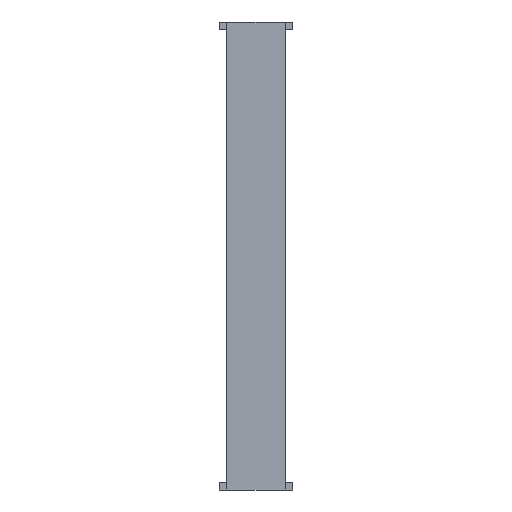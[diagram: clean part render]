
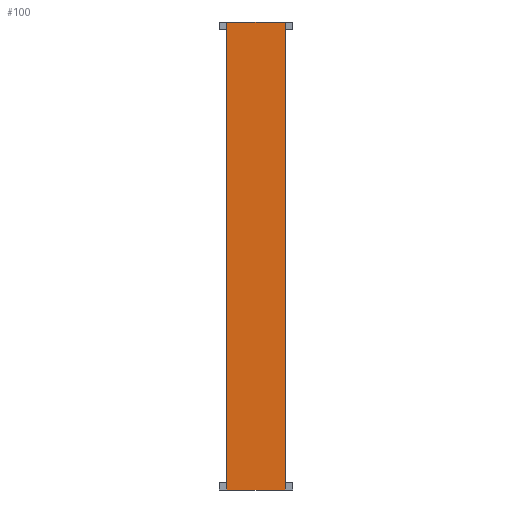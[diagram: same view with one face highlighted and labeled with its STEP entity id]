
A CAD part, front view. The second image highlights one B-rep face of the part: STEP entity #100.
In plain terms, the highlighted planar face has unit normal (0, -1, 0).
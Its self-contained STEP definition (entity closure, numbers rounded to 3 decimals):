
#100=ADVANCED_FACE('',(#535),#318,.T.);
#318=PLANE('',#4739);
#535=FACE_OUTER_BOUND('',#756,.T.);
#756=EDGE_LOOP('',(#1392,#1393,#1394,#1395,#1396,#1397,#1398,#1399));
#1392=ORIENTED_EDGE('',*,*,#3076,.F.);
#1393=ORIENTED_EDGE('',*,*,#3077,.F.);
#1394=ORIENTED_EDGE('',*,*,#2981,.F.);
#1395=ORIENTED_EDGE('',*,*,#3012,.F.);
#1396=ORIENTED_EDGE('',*,*,#3034,.T.);
#1397=ORIENTED_EDGE('',*,*,#3078,.T.);
#1398=ORIENTED_EDGE('',*,*,#2983,.T.);
#1399=ORIENTED_EDGE('',*,*,#3079,.T.);
#2481=VERTEX_POINT('',#6539);
#2489=VERTEX_POINT('',#6556);
#2504=VERTEX_POINT('',#6589);
#2505=VERTEX_POINT('',#6593);
#2527=VERTEX_POINT('',#6648);
#2548=VERTEX_POINT('',#6694);
#2569=VERTEX_POINT('',#6766);
#2570=VERTEX_POINT('',#6767);
#2981=EDGE_CURVE('',#2481,#2504,#3645,.T.);
#2983=EDGE_CURVE('',#2505,#2489,#3647,.T.);
#3012=EDGE_CURVE('',#2527,#2481,#3676,.T.);
#3034=EDGE_CURVE('',#2527,#2548,#3698,.T.);
#3076=EDGE_CURVE('',#2569,#2570,#3740,.T.);
#3077=EDGE_CURVE('',#2504,#2569,#3741,.T.);
#3078=EDGE_CURVE('',#2548,#2505,#3742,.T.);
#3079=EDGE_CURVE('',#2489,#2570,#3743,.T.);
#3645=LINE('',#6588,#4309);
#3647=LINE('',#6592,#4311);
#3676=LINE('',#6649,#4340);
#3698=LINE('',#6693,#4362);
#3740=LINE('',#6765,#4404);
#3741=LINE('',#6768,#4405);
#3742=LINE('',#6769,#4406);
#3743=LINE('',#6770,#4407);
#4309=VECTOR('',#5272,1.);
#4311=VECTOR('',#5276,1.);
#4340=VECTOR('',#5315,1.);
#4362=VECTOR('',#5341,1.);
#4404=VECTOR('',#5401,1.);
#4405=VECTOR('',#5402,1.);
#4406=VECTOR('',#5403,1.);
#4407=VECTOR('',#5404,1.);
#4739=AXIS2_PLACEMENT_3D('',#6771,#5405,#5406);
#5272=DIRECTION('',(0.,0.,1.));
#5276=DIRECTION('',(0.,0.,1.));
#5315=DIRECTION('',(0.,0.,1.));
#5341=DIRECTION('',(1.,0.,0.));
#5401=DIRECTION('',(1.,0.,0.));
#5402=DIRECTION('',(0.,0.,1.));
#5403=DIRECTION('',(0.,0.,1.));
#5404=DIRECTION('',(0.,0.,1.));
#5405=DIRECTION('',(0.,-1.,0.));
#5406=DIRECTION('',(0.,0.,-1.));
#6539=CARTESIAN_POINT('',(-11900.,0.,-187000.));
#6556=CARTESIAN_POINT('',(11900.,0.,-3000.));
#6588=CARTESIAN_POINT('',(-11900.,0.,-190000.));
#6589=CARTESIAN_POINT('',(-11900.,0.,-3000.));
#6592=CARTESIAN_POINT('',(11900.,0.,-190000.));
#6593=CARTESIAN_POINT('',(11900.,0.,-187000.));
#6648=CARTESIAN_POINT('',(-11900.,0.,-190000.));
#6649=CARTESIAN_POINT('',(-11900.,0.,-190000.));
#6693=CARTESIAN_POINT('',(-11900.,0.,-190000.));
#6694=CARTESIAN_POINT('',(11900.,0.,-190000.));
#6765=CARTESIAN_POINT('',(-11900.,0.,0.));
#6766=CARTESIAN_POINT('',(-11900.,0.,0.));
#6767=CARTESIAN_POINT('',(11900.,0.,0.));
#6768=CARTESIAN_POINT('',(-11900.,0.,-190000.));
#6769=CARTESIAN_POINT('',(11900.,0.,-190000.));
#6770=CARTESIAN_POINT('',(11900.,0.,-190000.));
#6771=CARTESIAN_POINT('',(-11900.,0.,-190000.));
